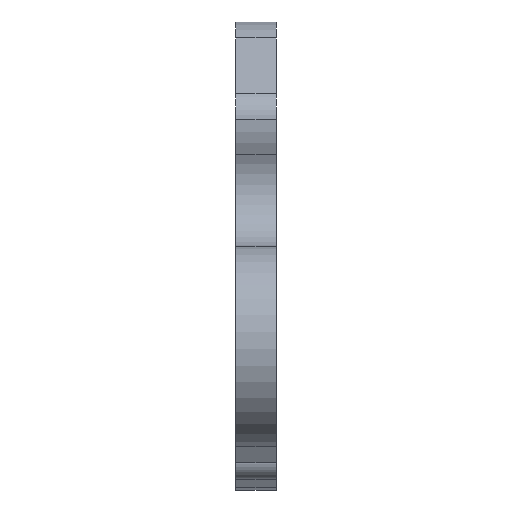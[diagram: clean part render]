
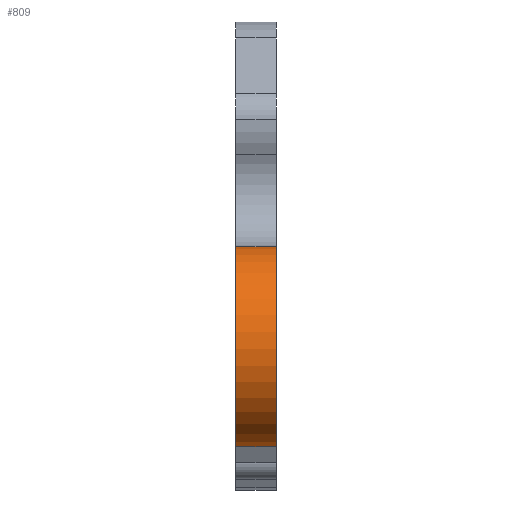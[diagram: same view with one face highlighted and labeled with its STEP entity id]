
A CAD part, front view. The second image highlights one B-rep face of the part: STEP entity #809.
In plain terms, the highlighted cylindrical face has radius 16 mm (diameter 32 mm), a partial arc.
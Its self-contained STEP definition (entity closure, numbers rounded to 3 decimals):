
#85=FACE_OUTER_BOUND('',#139,.T.);
#139=EDGE_LOOP('',(#681,#682,#683,#684));
#185=LINE('',#1299,#239);
#207=LINE('',#1382,#261);
#239=VECTOR('',#1041,10.);
#261=VECTOR('',#1145,10.);
#281=CIRCLE('',#834,16.);
#324=CIRCLE('',#907,16.);
#345=VERTEX_POINT('',#1212);
#346=VERTEX_POINT('',#1214);
#379=VERTEX_POINT('',#1298);
#399=VERTEX_POINT('',#1380);
#423=EDGE_CURVE('',#345,#346,#281,.T.);
#465=EDGE_CURVE('',#379,#346,#185,.T.);
#506=EDGE_CURVE('',#379,#399,#324,.T.);
#507=EDGE_CURVE('',#399,#345,#207,.T.);
#681=ORIENTED_EDGE('',*,*,#506,.F.);
#682=ORIENTED_EDGE('',*,*,#465,.T.);
#683=ORIENTED_EDGE('',*,*,#423,.F.);
#684=ORIENTED_EDGE('',*,*,#507,.F.);
#772=CYLINDRICAL_SURFACE('',#906,16.);
#809=ADVANCED_FACE('',(#85),#772,.T.);
#834=AXIS2_PLACEMENT_3D('',#1215,#957,#958);
#906=AXIS2_PLACEMENT_3D('',#1379,#1141,#1142);
#907=AXIS2_PLACEMENT_3D('',#1381,#1143,#1144);
#957=DIRECTION('center_axis',(1.,0.,0.));
#958=DIRECTION('ref_axis',(0.,-1.,0.));
#1041=DIRECTION('',(1.,0.,0.));
#1141=DIRECTION('center_axis',(1.,0.,0.));
#1142=DIRECTION('ref_axis',(0.,-1.,0.));
#1143=DIRECTION('center_axis',(-1.,0.,0.));
#1144=DIRECTION('ref_axis',(0.,-1.,0.));
#1145=DIRECTION('',(1.,0.,0.));
#1212=CARTESIAN_POINT('',(6.947,-38.513,43.147));
#1214=CARTESIAN_POINT('',(6.947,-40.979,11.544));
#1215=CARTESIAN_POINT('Origin',(6.947,-37.561,27.175));
#1298=CARTESIAN_POINT('',(0.597,-40.979,11.544));
#1299=CARTESIAN_POINT('',(0.597,-40.979,11.544));
#1379=CARTESIAN_POINT('Origin',(0.597,-37.561,27.175));
#1380=CARTESIAN_POINT('',(0.597,-38.513,43.147));
#1381=CARTESIAN_POINT('Origin',(0.597,-37.561,27.175));
#1382=CARTESIAN_POINT('',(0.597,-38.513,43.147));
